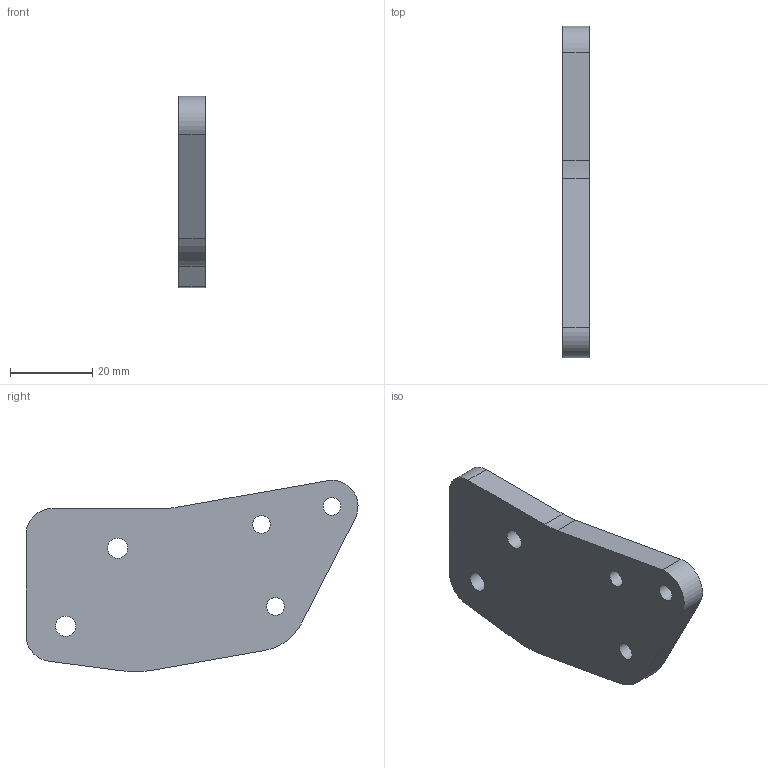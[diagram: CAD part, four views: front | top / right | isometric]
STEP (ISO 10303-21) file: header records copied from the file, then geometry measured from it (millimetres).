
FILE_DESCRIPTION(/* description */ ('Inboard Throttle Arm Grip Adapter'),/* implementation_level */ '2;1');
FILE_NAME(/* name */ 'OH4A9-102_Inboard Throttle Arm Grip Adapter_-_V45.step',/* time_stamp */ '2023-05-23T22:58:47-05:00',/* author */ (''),/* organization */ (''),/* preprocessor_version */ 'ST-DEVELOPER v19.2',/* originating_system */ 'Autodesk Translation Framework v12.4.0.73',/* authorisation */ '');
FILE_SCHEMA (('AUTOMOTIVE_DESIGN { 1 0 10303 214 3 1 1 }'));
Length unit declared in the file: inch
Products named in the file (1): OH4A9-102
Bounding box: 6.35 x 80.95 x 46.64 mm (x, y, z)
Volume: 17466.4 mm3; surface area: 7326.9 mm2
Topology: 1 solids, 1 shells, 24 faces, 61 edges, 39 vertices
Faces by surface type: cylinder 11, plane 8, cone 5
Full cylindrical faces by diameter (mm): 4.305 x3, 4.915 x2
Entity records: 794 total; most frequent: DIRECTION 138, CARTESIAN_POINT 125, ORIENTED_EDGE 122, EDGE_CURVE 61, AXIS2_PLACEMENT_3D 52, VERTEX_POINT 39, EDGE_LOOP 34, LINE 34
